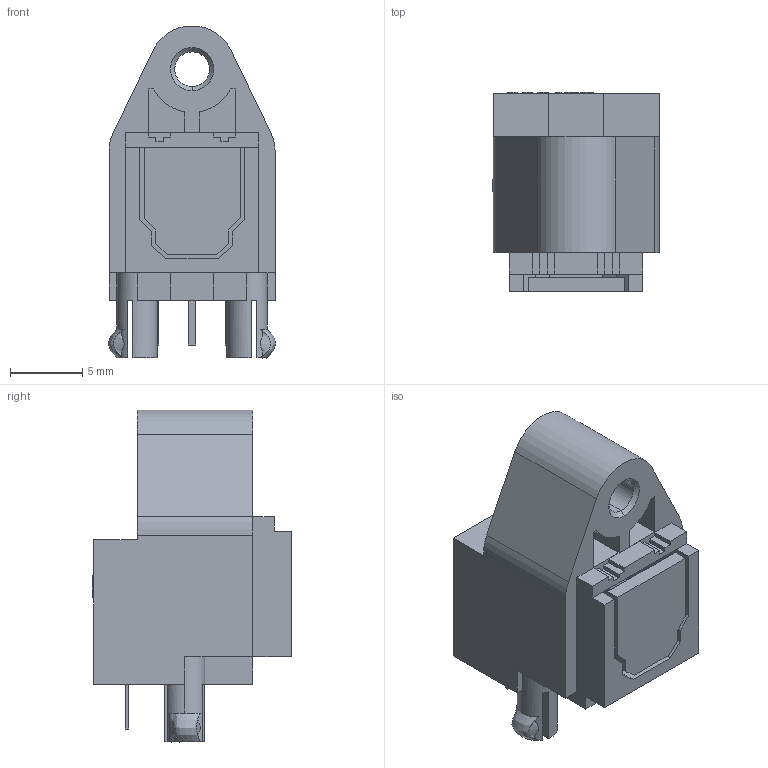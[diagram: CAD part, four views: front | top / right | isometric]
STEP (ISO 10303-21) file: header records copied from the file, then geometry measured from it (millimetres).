
FILE_DESCRIPTION (( 'STEP AP214' ), '1' );
FILE_NAME ('User Library-TORX147L-1.STEP', '2022-06-09T03:37:30', ( '' ), ( '' ), 'SwSTEP 2.0', 'SolidWorks 2021', '' );
FILE_SCHEMA (( 'AUTOMOTIVE_DESIGN' ));
Length unit declared in the file: millimetre
Products named in the file (1): User Library-TORX147L-1
Bounding box: 11.61 x 13.8 x 22.99 mm (x, y, z)
Volume: 1543.7 mm3; surface area: 1671.9 mm2
Topology: 2 solids, 2 shells, 210 faces, 571 edges, 379 vertices
Faces by surface type: plane 174, bspline 21, cylinder 13, cone 2
Entity records: 9654 total; most frequent: CARTESIAN_POINT 2249, ORIENTED_EDGE 1142, DIRECTION 952, EDGE_CURVE 571, VECTOR 492, LINE 492, VERTEX_POINT 379, AXIS2_PLACEMENT_3D 230
